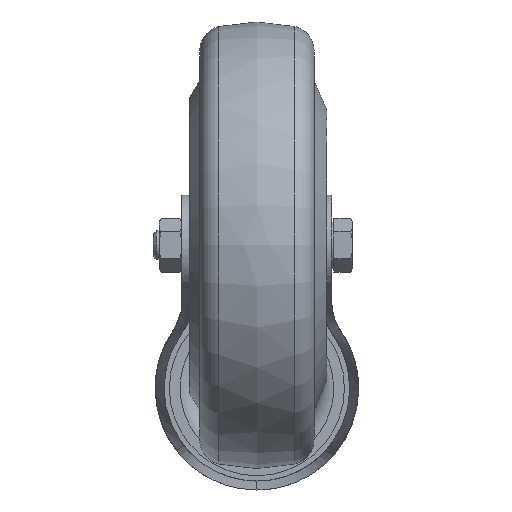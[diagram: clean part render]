
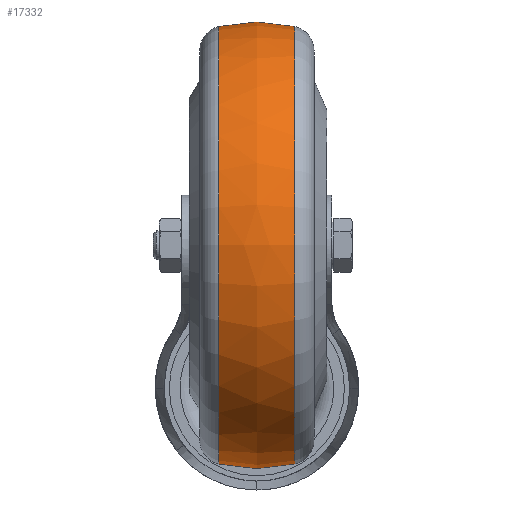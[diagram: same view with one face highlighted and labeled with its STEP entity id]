
A CAD part, front view. The second image highlights one B-rep face of the part: STEP entity #17332.
In plain terms, the highlighted free-form (B-spline) face has degree [2, 2] with [3, 9] control points.
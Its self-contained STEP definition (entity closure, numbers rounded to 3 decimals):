
#17260=CARTESIAN_POINT('',(-10.658,-156.72,40.));
#17261=VERTEX_POINT('',#17260);
#17262=CARTESIAN_POINT('',(-10.658,-95.5,40.));
#17263=DIRECTION('',(-1.0,0.0,0.0));
#17264=DIRECTION('',(0.0,-1.0,0.0));
#17265=AXIS2_PLACEMENT_3D('',#17262,#17263,#17264);
#17266=CIRCLE('',#17265,61.22);
#17267=EDGE_CURVE('',#17261,#17261,#17266,.T.);
#17283=CARTESIAN_POINT('',(-10.658,-156.72,40.));
#17284=CARTESIAN_POINT('',(0.,-159.318,40.));
#17285=CARTESIAN_POINT('',(10.658,-156.72,40.));
#17286=CARTESIAN_POINT('',(-10.658,-156.72,101.22));
#17287=CARTESIAN_POINT('',(0.,-159.318,103.818));
#17288=CARTESIAN_POINT('',(10.658,-156.72,101.22));
#17289=CARTESIAN_POINT('',(-10.658,-95.5,101.22));
#17290=CARTESIAN_POINT('',(0.,-95.5,103.818));
#17291=CARTESIAN_POINT('',(10.658,-95.5,101.22));
#17292=CARTESIAN_POINT('',(-10.658,-34.28,101.22));
#17293=CARTESIAN_POINT('',(0.,-31.682,103.818));
#17294=CARTESIAN_POINT('',(10.658,-34.28,101.22));
#17295=CARTESIAN_POINT('',(-10.658,-34.28,40.));
#17296=CARTESIAN_POINT('',(0.,-31.682,40.0));
#17297=CARTESIAN_POINT('',(10.658,-34.28,40.));
#17298=CARTESIAN_POINT('',(-10.658,-34.28,-21.22));
#17299=CARTESIAN_POINT('',(0.,-31.682,-23.818));
#17300=CARTESIAN_POINT('',(10.658,-34.28,-21.22));
#17301=CARTESIAN_POINT('',(-10.658,-95.5,-21.22));
#17302=CARTESIAN_POINT('',(0.,-95.5,-23.818));
#17303=CARTESIAN_POINT('',(10.658,-95.5,-21.22));
#17304=CARTESIAN_POINT('',(-10.658,-156.72,-21.22));
#17305=CARTESIAN_POINT('',(0.,-159.318,-23.818));
#17306=CARTESIAN_POINT('',(10.658,-156.72,-21.22));
#17307=CARTESIAN_POINT('',(-10.658,-156.72,40.));
#17308=CARTESIAN_POINT('',(0.,-159.318,40.));
#17309=CARTESIAN_POINT('',(10.658,-156.72,40.));
#17317=(BOUNDED_SURFACE()B_SPLINE_SURFACE(2,2,((#17283,#17286,#17289,#17292,#17295,#17298,#17301,#17304,#17307),(#17284,#17287,#17290,#17293,#17296,#17299,#17302,#17305,#17308),(#17285,#17288,#17291,#17294,#17297,#17300,#17303,#17306,#17309)),.UNSPECIFIED.,.F.,.T.,.U.)B_SPLINE_SURFACE_WITH_KNOTS((3,3),(3,2,2,2,3),(-0.239,0.239),(0.0,1.571,3.142,4.712,6.283),.UNSPECIFIED.)GEOMETRIC_REPRESENTATION_ITEM()RATIONAL_B_SPLINE_SURFACE(((1.0,0.707,1.0,0.707,1.0,0.707,1.0,0.707,1.0),(0.972,0.687,0.972,0.687,0.972,0.687,0.972,0.687,0.972),(1.0,0.707,1.0,0.707,1.0,0.707,1.0,0.707,1.0)))REPRESENTATION_ITEM('')SURFACE());
#17318=CARTESIAN_POINT('',(10.658,-156.72,40.));
#17319=VERTEX_POINT('',#17318);
#17320=CARTESIAN_POINT('',(10.658,-95.5,40.));
#17321=DIRECTION('',(-1.0,0.0,0.0));
#17322=DIRECTION('',(0.0,-1.0,0.0));
#17323=AXIS2_PLACEMENT_3D('',#17320,#17321,#17322);
#17324=CIRCLE('',#17323,61.22);
#17325=EDGE_CURVE('',#17319,#17319,#17324,.T.);
#17326=ORIENTED_EDGE('',*,*,#17325,.T.);
#17327=EDGE_LOOP('',(#17326));
#17328=FACE_OUTER_BOUND('',#17327,.T.);
#17329=ORIENTED_EDGE('',*,*,#17267,.F.);
#17330=EDGE_LOOP('',(#17329));
#17331=FACE_BOUND('',#17330,.T.);
#17332=ADVANCED_FACE('',(#17328,#17331),#17317,.T.);
